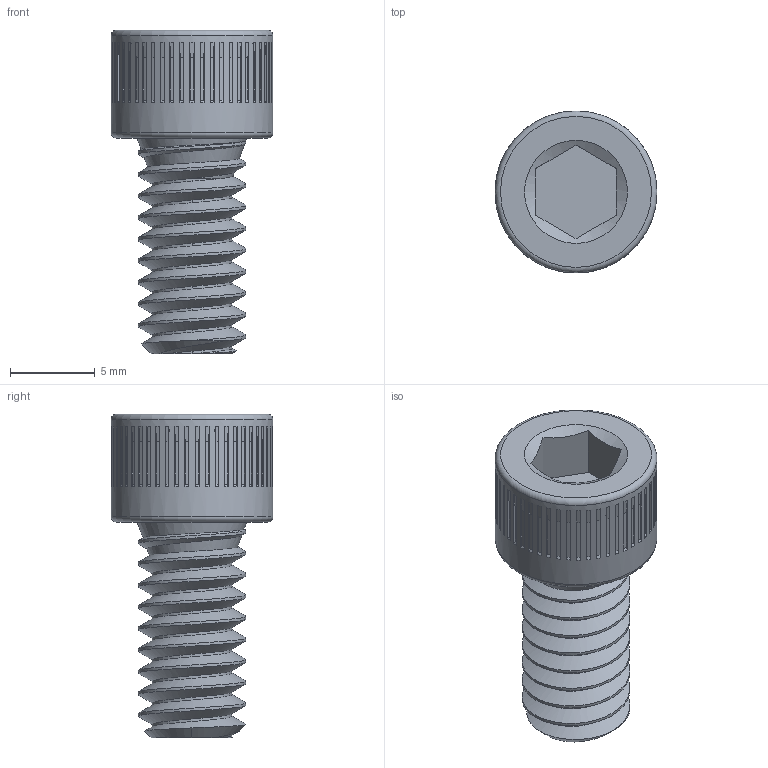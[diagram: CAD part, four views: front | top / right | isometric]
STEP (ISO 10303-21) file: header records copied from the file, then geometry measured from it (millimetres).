
FILE_DESCRIPTION(/* description */ (''),/* implementation_level */ '2;1');
FILE_NAME(/* name */ '1 4-20 Bolt_39509fe4_v1.step',/* time_stamp */ '2024-02-15T15:43:34-05:00',/* author */ (''),/* organization */ (''),/* preprocessor_version */ 'ST-DEVELOPER v20',/* originating_system */ 'Autodesk Translation Framework v12.20.1.177',/* authorisation */ '');
FILE_SCHEMA (('AUTOMOTIVE_DESIGN { 1 0 10303 214 3 1 1 }'));
Length unit declared in the file: inch
Products named in the file (1): 1/4-20 Bolt
Bounding box: 9.53 x 9.53 x 19.05 mm (x, y, z)
Volume: 697.7 mm3; surface area: 753.6 mm2
Topology: 1 solids, 1 shells, 292 faces, 711 edges, 473 vertices
Faces by surface type: plane 110, cone 106, cylinder 72, torus 2, bspline 2
Full cylindrical faces by diameter (mm): 4.7 x8, 6.35 x9, 9.525 x1
Entity records: 10321 total; most frequent: CARTESIAN_POINT 3315, DIRECTION 1453, ORIENTED_EDGE 1422, EDGE_CURVE 711, AXIS2_PLACEMENT_3D 508, VERTEX_POINT 473, LINE 437, VECTOR 437
